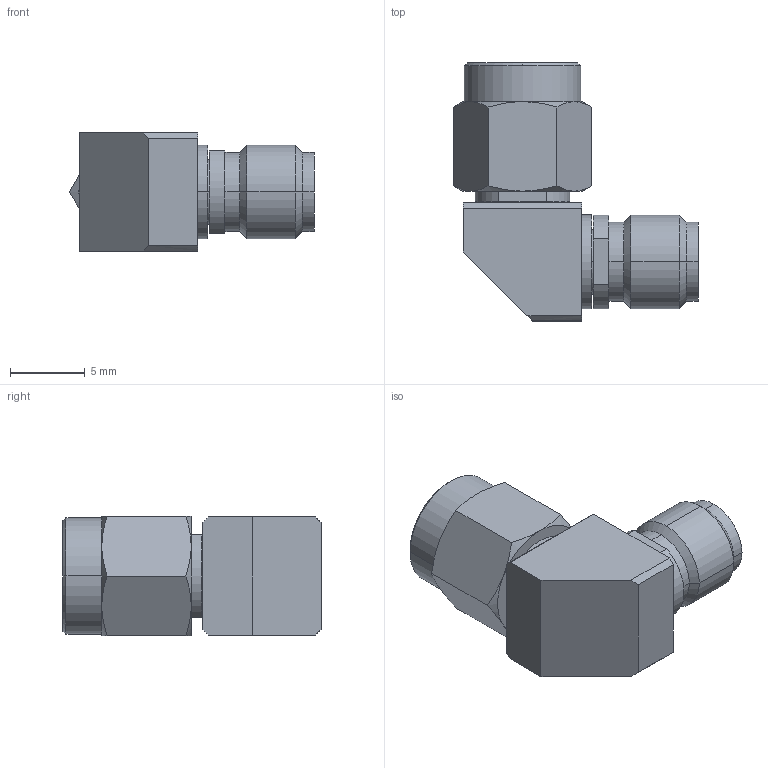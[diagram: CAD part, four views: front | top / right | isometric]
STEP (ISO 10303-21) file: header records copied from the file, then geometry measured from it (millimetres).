
FILE_DESCRIPTION (( 'STEP AP214' ), '1' );
FILE_NAME ('FMAD1563_3D.STEP', '2022-08-03T18:10:54', ( '' ), ( '' ), 'SwSTEP 2.0', 'SolidWorks 2021', '' );
FILE_SCHEMA (( 'AUTOMOTIVE_DESIGN' ));
Length unit declared in the file: millimetre
Products named in the file (4): Copy of ALS-K3K8-4^FMAD1563; Copy of ALS-A3K3-18-2--A3^FMAD1563; FMAD1563_3D; Copy of ALS-K3K8-3-RIGHT^FMAD1563
Assembly tree (3 placements, depth 2):
  FMAD1563_3D
    Copy of ALS-K3K8-3-RIGHT^FMAD1563
    Copy of ALS-A3K3-18-2--A3^FMAD1563
    Copy of ALS-K3K8-4^FMAD1563
Bounding box: 16.41 x 17.3 x 8 mm (x, y, z)
Volume: 1017.9 mm3; surface area: 1141.1 mm2
Topology: 3 solids, 3 shells, 134 faces, 296 edges, 178 vertices
Faces by surface type: cylinder 59, cone 42, plane 33
Entity records: 3860 total; most frequent: DIRECTION 696, CARTESIAN_POINT 692, ORIENTED_EDGE 592, EDGE_CURVE 296, AXIS2_PLACEMENT_3D 286, VERTEX_POINT 178, CIRCLE 146, EDGE_LOOP 144
